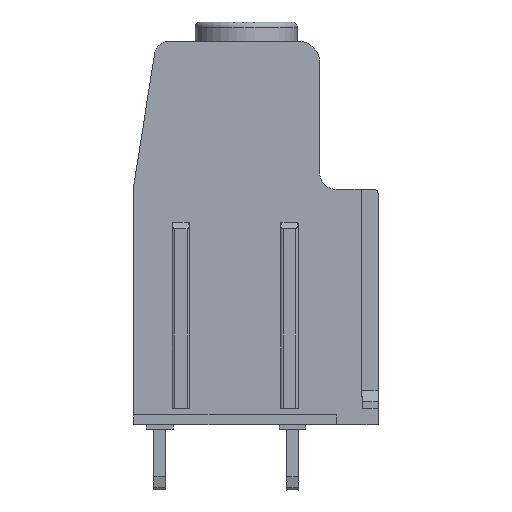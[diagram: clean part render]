
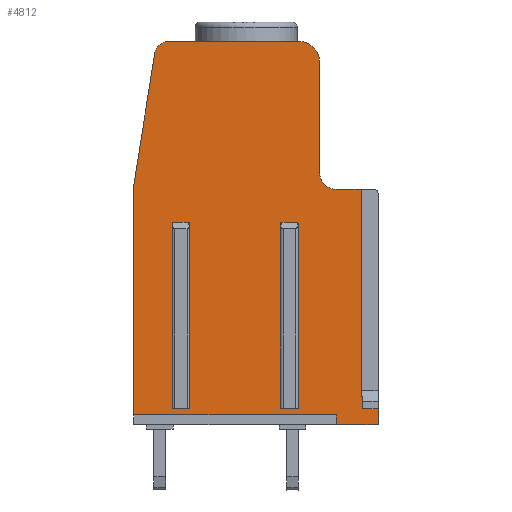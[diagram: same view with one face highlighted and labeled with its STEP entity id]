
A CAD part, left-side view. The second image highlights one B-rep face of the part: STEP entity #4812.
In plain terms, the highlighted planar face has unit normal (-1, 0, 0).
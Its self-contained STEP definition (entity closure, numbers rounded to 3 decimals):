
#95=CIRCLE('',#5044,1.5);
#101=CIRCLE('',#5052,1.);
#123=CIRCLE('',#5151,1.3);
#850=ORIENTED_EDGE('',*,*,#1828,.F.);
#851=ORIENTED_EDGE('',*,*,#1561,.T.);
#852=ORIENTED_EDGE('',*,*,#1728,.T.);
#853=ORIENTED_EDGE('',*,*,#1683,.T.);
#854=ORIENTED_EDGE('',*,*,#1820,.T.);
#855=ORIENTED_EDGE('',*,*,#1823,.T.);
#856=ORIENTED_EDGE('',*,*,#1825,.T.);
#857=ORIENTED_EDGE('',*,*,#1826,.T.);
#858=ORIENTED_EDGE('',*,*,#1929,.T.);
#859=ORIENTED_EDGE('',*,*,#1758,.T.);
#860=ORIENTED_EDGE('',*,*,#1935,.T.);
#861=ORIENTED_EDGE('',*,*,#1560,.T.);
#862=ORIENTED_EDGE('',*,*,#1777,.T.);
#863=ORIENTED_EDGE('',*,*,#1780,.T.);
#864=ORIENTED_EDGE('',*,*,#1787,.T.);
#865=ORIENTED_EDGE('',*,*,#1797,.T.);
#866=ORIENTED_EDGE('',*,*,#1794,.T.);
#867=ORIENTED_EDGE('',*,*,#1837,.T.);
#868=ORIENTED_EDGE('',*,*,#1565,.T.);
#869=ORIENTED_EDGE('',*,*,#1831,.F.);
#870=ORIENTED_EDGE('',*,*,#1911,.F.);
#871=ORIENTED_EDGE('',*,*,#1851,.T.);
#872=ORIENTED_EDGE('',*,*,#1934,.T.);
#873=ORIENTED_EDGE('',*,*,#1842,.F.);
#874=ORIENTED_EDGE('',*,*,#1936,.F.);
#1560=EDGE_CURVE('',#2230,#2232,#2697,.T.);
#1561=EDGE_CURVE('',#2233,#2234,#2698,.T.);
#1565=EDGE_CURVE('',#2237,#2238,#2702,.T.);
#1683=EDGE_CURVE('',#2333,#2332,#2805,.T.);
#1728=EDGE_CURVE('',#2234,#2333,#2850,.T.);
#1758=EDGE_CURVE('',#2392,#2391,#2879,.T.);
#1777=EDGE_CURVE('',#2232,#2407,#95,.T.);
#1780=EDGE_CURVE('',#2407,#2409,#2897,.T.);
#1787=EDGE_CURVE('',#2409,#2415,#101,.T.);
#1794=EDGE_CURVE('',#2421,#2420,#2905,.T.);
#1797=EDGE_CURVE('',#2415,#2421,#2908,.T.);
#1820=EDGE_CURVE('',#2332,#2436,#2925,.T.);
#1823=EDGE_CURVE('',#2436,#2437,#2928,.T.);
#1825=EDGE_CURVE('',#2437,#2438,#2930,.T.);
#1826=EDGE_CURVE('',#2438,#2433,#2931,.T.);
#1828=EDGE_CURVE('',#2233,#2420,#2933,.T.);
#1831=EDGE_CURVE('',#2440,#2238,#2936,.T.);
#1837=EDGE_CURVE('',#2444,#2237,#2942,.T.);
#1842=EDGE_CURVE('',#2448,#2445,#2947,.T.);
#1851=EDGE_CURVE('',#2456,#2455,#2956,.T.);
#1911=EDGE_CURVE('',#2444,#2440,#3005,.T.);
#1929=EDGE_CURVE('',#2433,#2392,#3018,.T.);
#1934=EDGE_CURVE('',#2455,#2445,#3021,.T.);
#1935=EDGE_CURVE('',#2391,#2230,#123,.T.);
#1936=EDGE_CURVE('',#2456,#2448,#3022,.T.);
#2230=VERTEX_POINT('',#6737);
#2232=VERTEX_POINT('',#6741);
#2233=VERTEX_POINT('',#6745);
#2234=VERTEX_POINT('',#6746);
#2237=VERTEX_POINT('',#6754);
#2238=VERTEX_POINT('',#6755);
#2332=VERTEX_POINT('',#6997);
#2333=VERTEX_POINT('',#6999);
#2391=VERTEX_POINT('',#7139);
#2392=VERTEX_POINT('',#7141);
#2407=VERTEX_POINT('',#7178);
#2409=VERTEX_POINT('',#7184);
#2415=VERTEX_POINT('',#7198);
#2420=VERTEX_POINT('',#7212);
#2421=VERTEX_POINT('',#7214);
#2433=VERTEX_POINT('',#7264);
#2436=VERTEX_POINT('',#7272);
#2437=VERTEX_POINT('',#7276);
#2438=VERTEX_POINT('',#7280);
#2440=VERTEX_POINT('',#7291);
#2444=VERTEX_POINT('',#7305);
#2445=VERTEX_POINT('',#7309);
#2448=VERTEX_POINT('',#7314);
#2455=VERTEX_POINT('',#7333);
#2456=VERTEX_POINT('',#7335);
#2697=LINE('',#6742,#3272);
#2698=LINE('',#6744,#3273);
#2702=LINE('',#6753,#3277);
#2805=LINE('',#6998,#3380);
#2850=LINE('',#7079,#3425);
#2879=LINE('',#7140,#3454);
#2897=LINE('',#7185,#3472);
#2905=LINE('',#7213,#3480);
#2908=LINE('',#7219,#3483);
#2925=LINE('',#7271,#3500);
#2928=LINE('',#7277,#3503);
#2930=LINE('',#7281,#3505);
#2931=LINE('',#7283,#3506);
#2933=LINE('',#7286,#3508);
#2936=LINE('',#7292,#3511);
#2942=LINE('',#7304,#3517);
#2947=LINE('',#7315,#3522);
#2956=LINE('',#7334,#3531);
#3005=LINE('',#7458,#3580);
#3018=LINE('',#7492,#3593);
#3021=LINE('',#7505,#3596);
#3022=LINE('',#7508,#3597);
#3272=VECTOR('',#5398,1000.);
#3273=VECTOR('',#5401,1000.);
#3277=VECTOR('',#5407,1000.);
#3380=VECTOR('',#5602,1000.);
#3425=VECTOR('',#5649,1000.);
#3454=VECTOR('',#5694,1000.);
#3472=VECTOR('',#5730,1000.);
#3480=VECTOR('',#5756,1000.);
#3483=VECTOR('',#5763,1000.);
#3500=VECTOR('',#5822,1000.);
#3503=VECTOR('',#5827,1000.);
#3505=VECTOR('',#5831,1000.);
#3506=VECTOR('',#5834,1000.);
#3508=VECTOR('',#5838,1000.);
#3511=VECTOR('',#5843,1000.);
#3517=VECTOR('',#5855,1000.);
#3522=VECTOR('',#5862,1000.);
#3531=VECTOR('',#5877,1000.);
#3580=VECTOR('',#5998,1000.);
#3593=VECTOR('',#6041,1000.);
#3596=VECTOR('',#6060,1000.);
#3597=VECTOR('',#6065,1000.);
#3968=EDGE_LOOP('',(#850,#851,#852,#853,#854,#855,#856,#857,#858,#859,#860,
#861,#862,#863,#864,#865,#866));
#3969=EDGE_LOOP('',(#867,#868,#869,#870));
#3970=EDGE_LOOP('',(#871,#872,#873,#874));
#4291=FACE_BOUND('',#3968,.T.);
#4292=FACE_BOUND('',#3969,.T.);
#4293=FACE_BOUND('',#3970,.T.);
#4569=PLANE('',#5150);
#4812=ADVANCED_FACE('',(#4291,#4292,#4293),#4569,.T.);
#5044=AXIS2_PLACEMENT_3D('',#7179,#5723,#5724);
#5052=AXIS2_PLACEMENT_3D('',#7199,#5743,#5744);
#5150=AXIS2_PLACEMENT_3D('',#7506,#6061,#6062);
#5151=AXIS2_PLACEMENT_3D('',#7507,#6063,#6064);
#5398=DIRECTION('',(0.,0.,1.));
#5401=DIRECTION('',(0.,0.,-1.));
#5407=DIRECTION('',(0.,1.,0.));
#5602=DIRECTION('',(0.,0.,1.));
#5649=DIRECTION('',(0.,-1.,0.));
#5694=DIRECTION('',(0.,1.,0.));
#5723=DIRECTION('',(-1.,0.,0.));
#5724=DIRECTION('',(0.,1.,0.));
#5730=DIRECTION('',(0.,1.,0.));
#5743=DIRECTION('',(-1.,0.,0.));
#5744=DIRECTION('',(0.,1.,0.));
#5756=DIRECTION('',(0.,0.,-1.));
#5763=DIRECTION('',(0.,0.156,-0.988));
#5822=DIRECTION('',(0.,1.,0.));
#5827=DIRECTION('',(0.,0.,1.));
#5831=DIRECTION('',(0.,1.,0.));
#5834=DIRECTION('',(0.,0.,1.));
#5838=DIRECTION('',(0.,1.,0.));
#5843=DIRECTION('',(0.,0.,-1.));
#5855=DIRECTION('',(0.,0.,-1.));
#5862=DIRECTION('',(0.,0.,-1.));
#5877=DIRECTION('',(0.,0.,-1.));
#5998=DIRECTION('',(0.,1.,0.));
#6041=DIRECTION('',(0.,0.,1.));
#6060=DIRECTION('',(0.,1.,0.));
#6061=DIRECTION('',(-1.,0.,0.));
#6062=DIRECTION('',(0.,-1.,0.));
#6063=DIRECTION('',(1.,0.,0.));
#6064=DIRECTION('',(0.,-1.,0.));
#6065=DIRECTION('',(0.,1.,0.));
#6737=CARTESIAN_POINT('',(5.08,-5.6,19.3));
#6741=CARTESIAN_POINT('',(5.08,-5.6,27.8));
#6742=CARTESIAN_POINT('',(5.08,-5.6,19.3));
#6744=CARTESIAN_POINT('',(5.08,-6.9,0.));
#6745=CARTESIAN_POINT('',(5.08,-6.9,0.75));
#6746=CARTESIAN_POINT('',(5.08,-6.9,0.));
#6753=CARTESIAN_POINT('',(5.08,-6.9,1.25));
#6754=CARTESIAN_POINT('',(5.08,-3.64,1.25));
#6755=CARTESIAN_POINT('',(5.08,-2.96,1.25));
#6997=CARTESIAN_POINT('',(5.08,-10.1,1.2));
#6998=CARTESIAN_POINT('',(5.08,-10.1,0.));
#6999=CARTESIAN_POINT('',(5.08,-10.1,0.));
#7079=CARTESIAN_POINT('',(5.08,8.6,0.));
#7139=CARTESIAN_POINT('',(5.08,-6.9,18.));
#7140=CARTESIAN_POINT('',(5.08,-6.9,18.));
#7141=CARTESIAN_POINT('',(5.08,-8.8,18.));
#7178=CARTESIAN_POINT('',(5.08,-4.1,29.3));
#7179=CARTESIAN_POINT('',(5.08,-4.1,27.8));
#7184=CARTESIAN_POINT('',(5.08,6.004,29.3));
#7185=CARTESIAN_POINT('',(5.08,6.004,29.3));
#7198=CARTESIAN_POINT('',(5.08,6.991,28.456));
#7199=CARTESIAN_POINT('',(5.08,6.004,28.3));
#7212=CARTESIAN_POINT('',(5.08,8.6,0.75));
#7213=CARTESIAN_POINT('',(5.08,8.6,18.3));
#7214=CARTESIAN_POINT('',(5.08,8.6,18.3));
#7219=CARTESIAN_POINT('',(5.08,8.6,18.3));
#7264=CARTESIAN_POINT('',(5.08,-8.8,2.191));
#7271=CARTESIAN_POINT('',(5.08,-9.75,1.2));
#7272=CARTESIAN_POINT('',(5.08,-8.9,1.2));
#7276=CARTESIAN_POINT('',(5.08,-8.9,2.19));
#7277=CARTESIAN_POINT('',(5.08,-8.9,17.65));
#7280=CARTESIAN_POINT('',(5.08,-8.8,2.19));
#7281=CARTESIAN_POINT('',(5.08,-10.1,2.19));
#7283=CARTESIAN_POINT('',(5.08,-8.8,1.1));
#7286=CARTESIAN_POINT('',(5.08,7.6,0.75));
#7291=CARTESIAN_POINT('',(5.08,-2.96,15.5));
#7292=CARTESIAN_POINT('',(5.08,-2.96,15.5));
#7304=CARTESIAN_POINT('',(5.08,-3.64,15.5));
#7305=CARTESIAN_POINT('',(5.08,-3.64,15.5));
#7309=CARTESIAN_POINT('',(5.08,5.34,1.25));
#7314=CARTESIAN_POINT('',(5.08,5.34,15.5));
#7315=CARTESIAN_POINT('',(5.08,5.34,15.5));
#7333=CARTESIAN_POINT('',(5.08,4.66,1.25));
#7334=CARTESIAN_POINT('',(5.08,4.66,15.5));
#7335=CARTESIAN_POINT('',(5.08,4.66,15.5));
#7458=CARTESIAN_POINT('',(5.08,-2.96,15.5));
#7492=CARTESIAN_POINT('',(5.08,-8.8,1.1));
#7505=CARTESIAN_POINT('',(5.08,-6.9,1.25));
#7506=CARTESIAN_POINT('',(5.08,-9.75,17.65));
#7507=CARTESIAN_POINT('',(5.08,-6.9,19.3));
#7508=CARTESIAN_POINT('',(5.08,5.34,15.5));
